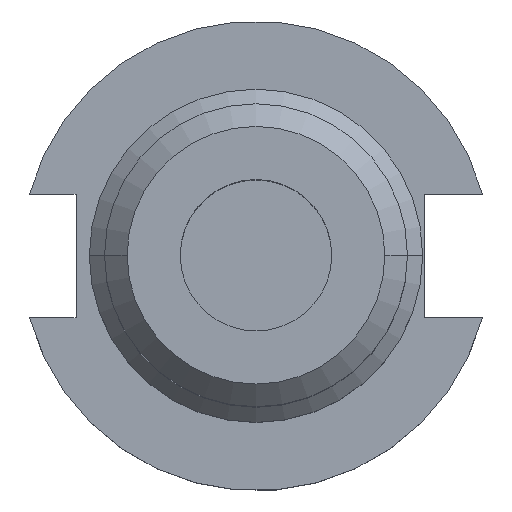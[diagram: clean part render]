
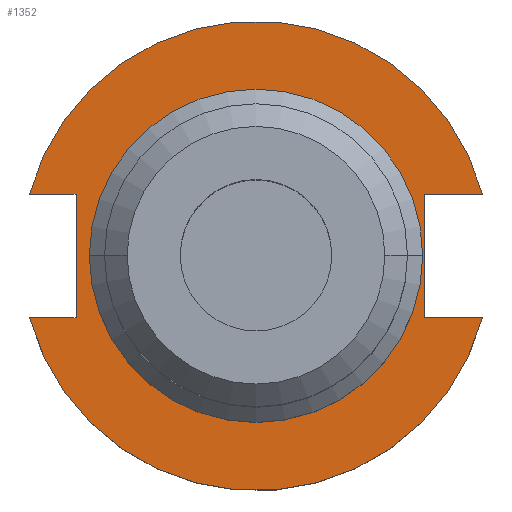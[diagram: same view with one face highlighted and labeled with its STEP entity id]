
A CAD part, top view. The second image highlights one B-rep face of the part: STEP entity #1352.
In plain terms, the highlighted planar face has unit normal (0, 0, 1).
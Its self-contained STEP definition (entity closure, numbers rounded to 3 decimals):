
#2 = ORIENTED_EDGE ( 'NONE', *, *, #10, .F. ) ;
#10 = EDGE_CURVE ( 'NONE', #1167, #1330, #98, .T. ) ;
#18 = LINE ( 'NONE', #1507, #1315 ) ;
#26 = EDGE_LOOP ( 'NONE', ( #1065, #824, #247, #352, #924, #520, #2, #364 ) ) ;
#91 = CARTESIAN_POINT ( 'NONE',  ( -63.719, -12.954, 19.05 ) ) ;
#98 = LINE ( 'NONE', #393, #175 ) ;
#101 = FACE_BOUND ( 'NONE', #618, .T. ) ;
#105 = DIRECTION ( 'NONE',  ( -1., 0., 0. ) ) ;
#133 = AXIS2_PLACEMENT_3D ( 'NONE', #494, #227, #1114 ) ;
#175 = VECTOR ( 'NONE', #1033, 1000. ) ;
#196 = VECTOR ( 'NONE', #334, 1000. ) ;
#227 = DIRECTION ( 'NONE',  ( 0., 0., 1. ) ) ;
#247 = ORIENTED_EDGE ( 'NONE', *, *, #1326, .F. ) ;
#262 = EDGE_CURVE ( 'NONE', #300, #792, #666, .T. ) ;
#300 = VERTEX_POINT ( 'NONE', #561 ) ;
#334 = DIRECTION ( 'NONE',  ( 1., 0., 0. ) ) ;
#352 = ORIENTED_EDGE ( 'NONE', *, *, #1085, .F. ) ;
#355 = CARTESIAN_POINT ( 'NONE',  ( 47.477, -12.954, 19.05 ) ) ;
#357 = DIRECTION ( 'NONE',  ( 1., 0., 0. ) ) ;
#364 = ORIENTED_EDGE ( 'NONE', *, *, #1553, .F. ) ;
#383 = LINE ( 'NONE', #711, #640 ) ;
#388 = VERTEX_POINT ( 'NONE', #459 ) ;
#393 = CARTESIAN_POINT ( 'NONE',  ( -37.719, 12.954, 19.05 ) ) ;
#441 = AXIS2_PLACEMENT_3D ( 'NONE', #739, #614, #357 ) ;
#459 = CARTESIAN_POINT ( 'NONE',  ( -47.477, 12.954, 19.05 ) ) ;
#461 = EDGE_CURVE ( 'NONE', #1330, #388, #18, .T. ) ;
#494 = CARTESIAN_POINT ( 'NONE',  ( 0., 0., 19.05 ) ) ;
#498 = CIRCLE ( 'NONE', #133, 34.925 ) ;
#520 = ORIENTED_EDGE ( 'NONE', *, *, #461, .F. ) ;
#521 = LINE ( 'NONE', #853, #196 ) ;
#552 = CARTESIAN_POINT ( 'NONE',  ( 0., 0., 19.05 ) ) ;
#561 = CARTESIAN_POINT ( 'NONE',  ( 34.925, 0., 19.05 ) ) ;
#569 = AXIS2_PLACEMENT_3D ( 'NONE', #1263, #1259, #1123 ) ;
#571 = CARTESIAN_POINT ( 'NONE',  ( 35.306, 12.954, 19.05 ) ) ;
#574 = EDGE_CURVE ( 'NONE', #1631, #1296, #1270, .T. ) ;
#600 = DIRECTION ( 'NONE',  ( 1., 0., 0. ) ) ;
#614 = DIRECTION ( 'NONE',  ( 0., 0., 1. ) ) ;
#618 = EDGE_LOOP ( 'NONE', ( #1447, #1345 ) ) ;
#631 = CARTESIAN_POINT ( 'NONE',  ( 35.306, 12.954, 19.05 ) ) ;
#640 = VECTOR ( 'NONE', #1106, 1000. ) ;
#641 = VERTEX_POINT ( 'NONE', #757 ) ;
#642 = PLANE ( 'NONE',  #653 ) ;
#653 = AXIS2_PLACEMENT_3D ( 'NONE', #1149, #764, #752 ) ;
#666 = CIRCLE ( 'NONE', #974, 34.925 ) ;
#711 = CARTESIAN_POINT ( 'NONE',  ( 35.306, 12.954, 19.05 ) ) ;
#739 = CARTESIAN_POINT ( 'NONE',  ( 0., 0., 19.05 ) ) ;
#752 = DIRECTION ( 'NONE',  ( 1., 0., 0. ) ) ;
#757 = CARTESIAN_POINT ( 'NONE',  ( 47.477, 12.954, 19.05 ) ) ;
#759 = DIRECTION ( 'NONE',  ( 0., -1., 0. ) ) ;
#764 = DIRECTION ( 'NONE',  ( 0., 0., 1. ) ) ;
#792 = VERTEX_POINT ( 'NONE', #1179 ) ;
#822 = VECTOR ( 'NONE', #759, 1000. ) ;
#824 = ORIENTED_EDGE ( 'NONE', *, *, #1175, .F. ) ;
#853 = CARTESIAN_POINT ( 'NONE',  ( 35.306, -12.954, 19.05 ) ) ;
#924 = ORIENTED_EDGE ( 'NONE', *, *, #1269, .T. ) ;
#927 = LINE ( 'NONE', #91, #1162 ) ;
#937 = DIRECTION ( 'NONE',  ( 0., 0., 1. ) ) ;
#944 = VERTEX_POINT ( 'NONE', #1054 ) ;
#974 = AXIS2_PLACEMENT_3D ( 'NONE', #552, #937, #1216 ) ;
#996 = CARTESIAN_POINT ( 'NONE',  ( -37.719, 12.954, 19.05 ) ) ;
#1033 = DIRECTION ( 'NONE',  ( 0., 1., 0. ) ) ;
#1054 = CARTESIAN_POINT ( 'NONE',  ( 35.306, -12.954, 19.05 ) ) ;
#1065 = ORIENTED_EDGE ( 'NONE', *, *, #574, .T. ) ;
#1085 = EDGE_CURVE ( 'NONE', #641, #1164, #383, .T. ) ;
#1106 = DIRECTION ( 'NONE',  ( -1., 0., 0. ) ) ;
#1114 = DIRECTION ( 'NONE',  ( 1., 0., 0. ) ) ;
#1123 = DIRECTION ( 'NONE',  ( 1., 0., 0. ) ) ;
#1149 = CARTESIAN_POINT ( 'NONE',  ( 0., 49.212, 19.05 ) ) ;
#1162 = VECTOR ( 'NONE', #600, 1000. ) ;
#1164 = VERTEX_POINT ( 'NONE', #571 ) ;
#1167 = VERTEX_POINT ( 'NONE', #1358 ) ;
#1175 = EDGE_CURVE ( 'NONE', #944, #1296, #521, .T. ) ;
#1179 = CARTESIAN_POINT ( 'NONE',  ( -34.925, 0., 19.05 ) ) ;
#1216 = DIRECTION ( 'NONE',  ( 1., 0., 0. ) ) ;
#1253 = CARTESIAN_POINT ( 'NONE',  ( -47.477, -12.954, 19.05 ) ) ;
#1259 = DIRECTION ( 'NONE',  ( 0., 0., 1. ) ) ;
#1263 = CARTESIAN_POINT ( 'NONE',  ( 0., 0., 19.05 ) ) ;
#1266 = FACE_OUTER_BOUND ( 'NONE', #26, .T. ) ;
#1269 = EDGE_CURVE ( 'NONE', #641, #388, #1533, .T. ) ;
#1270 = CIRCLE ( 'NONE', #441, 49.212 ) ;
#1280 = LINE ( 'NONE', #631, #822 ) ;
#1288 = EDGE_CURVE ( 'NONE', #792, #300, #498, .T. ) ;
#1296 = VERTEX_POINT ( 'NONE', #355 ) ;
#1315 = VECTOR ( 'NONE', #105, 1000. ) ;
#1326 = EDGE_CURVE ( 'NONE', #1164, #944, #1280, .T. ) ;
#1330 = VERTEX_POINT ( 'NONE', #996 ) ;
#1345 = ORIENTED_EDGE ( 'NONE', *, *, #1288, .F. ) ;
#1352 = ADVANCED_FACE ( 'NONE', ( #101, #1266 ), #642, .T. ) ;
#1358 = CARTESIAN_POINT ( 'NONE',  ( -37.719, -12.954, 19.05 ) ) ;
#1447 = ORIENTED_EDGE ( 'NONE', *, *, #262, .F. ) ;
#1507 = CARTESIAN_POINT ( 'NONE',  ( -63.719, 12.954, 19.05 ) ) ;
#1533 = CIRCLE ( 'NONE', #569, 49.212 ) ;
#1553 = EDGE_CURVE ( 'NONE', #1631, #1167, #927, .T. ) ;
#1631 = VERTEX_POINT ( 'NONE', #1253 ) ;
